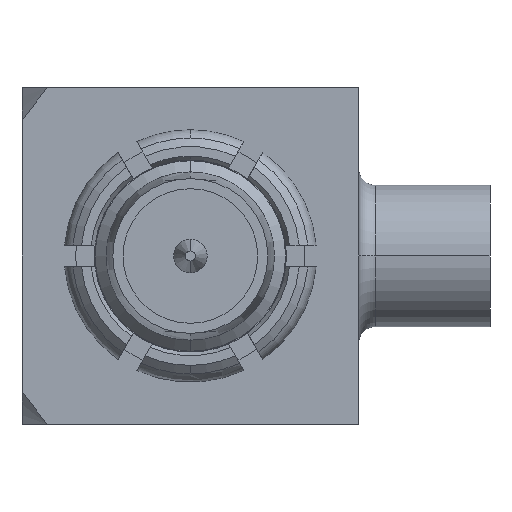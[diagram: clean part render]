
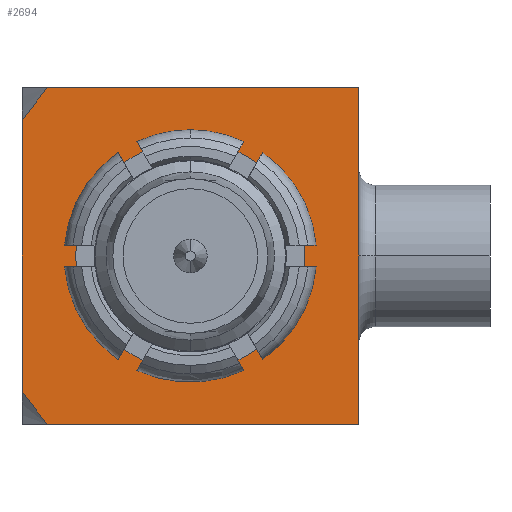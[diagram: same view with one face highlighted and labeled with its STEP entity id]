
A CAD part, left-side view. The second image highlights one B-rep face of the part: STEP entity #2694.
In plain terms, the highlighted planar face has unit normal (-1, 0, 0).
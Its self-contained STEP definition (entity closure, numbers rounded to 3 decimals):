
#106 = DIRECTION ( 'NONE',  ( 0., -1., 0. ) ) ;
#107 = DIRECTION ( 'NONE',  ( 1., 0., 0. ) ) ;
#108 = CARTESIAN_POINT ( 'NONE',  ( -1.875, 0., -2.5 ) ) ;
#962 = CARTESIAN_POINT ( 'NONE',  ( -1.875, 0., -4.2 ) ) ;
#968 = CARTESIAN_POINT ( 'NONE',  ( -1.875, -2.5, -5. ) ) ;
#1021 = CARTESIAN_POINT ( 'NONE',  ( -1.875, 2.125, 0. ) ) ;
#1065 = CARTESIAN_POINT ( 'NONE',  ( -1.875, 0., -0.8 ) ) ;
#1086 = DIRECTION ( 'NONE',  ( 0., 0., 1. ) ) ;
#1090 = CARTESIAN_POINT ( 'NONE',  ( -1.875, -2.5, -2.5 ) ) ;
#1117 = DIRECTION ( 'NONE',  ( 0., 1., 0. ) ) ;
#1124 = CARTESIAN_POINT ( 'NONE',  ( -1.875, -4.45, -5. ) ) ;
#1126 = CARTESIAN_POINT ( 'NONE',  ( -1.875, 2.125, -5. ) ) ;
#1131 = DIRECTION ( 'NONE',  ( 0., 1., 0. ) ) ;
#1133 = DIRECTION ( 'NONE',  ( 0., 0., 1. ) ) ;
#1135 = CARTESIAN_POINT ( 'NONE',  ( -1.875, 2.5, -5. ) ) ;
#1137 = CARTESIAN_POINT ( 'NONE',  ( -1.875, 2.5, -4.512 ) ) ;
#1140 = CARTESIAN_POINT ( 'NONE',  ( -1.875, 2.253, -4.84 ) ) ;
#1146 = CARTESIAN_POINT ( 'NONE',  ( -1.875, 2.379, -4.677 ) ) ;
#1153 = CARTESIAN_POINT ( 'NONE',  ( -1.875, -4.45, 0. ) ) ;
#1156 = CARTESIAN_POINT ( 'NONE',  ( -1.875, 2.125, 0. ) ) ;
#1158 = CARTESIAN_POINT ( 'NONE',  ( -1.875, 2.253, -0.16 ) ) ;
#1160 = CARTESIAN_POINT ( 'NONE',  ( -1.875, 2.379, -0.323 ) ) ;
#1165 = DIRECTION ( 'NONE',  ( 1., 0., 0. ) ) ;
#1167 = CARTESIAN_POINT ( 'NONE',  ( -1.875, 2.5, -0.488 ) ) ;
#1172 = CARTESIAN_POINT ( 'NONE',  ( -1.875, 0., -2.5 ) ) ;
#1175 = DIRECTION ( 'NONE',  ( 0., -1., 0. ) ) ;
#1196 = CARTESIAN_POINT ( 'NONE',  ( -1.875, -2.5, 0. ) ) ;
#1206 = CARTESIAN_POINT ( 'NONE',  ( -1.875, 2.125, -5. ) ) ;
#1216 = CARTESIAN_POINT ( 'NONE',  ( -1.875, 2.5, -4.512 ) ) ;
#1236 = CARTESIAN_POINT ( 'NONE',  ( -1.875, 2.5, -0.488 ) ) ;
#1975 = EDGE_LOOP ( 'NONE', ( #3967, #3970, #3969, #3971, #3972, #3973 ) ) ;
#1980 = DIRECTION ( 'NONE',  ( -1., 0., 0. ) ) ;
#1990 = PLANE ( 'NONE',  #2496 ) ;
#1997 = DIRECTION ( 'NONE',  ( 0., -1., 0. ) ) ;
#2008 = CARTESIAN_POINT ( 'NONE',  ( -1.875, -4.45, -5. ) ) ;
#2107 = CIRCLE ( 'NONE', #2108, 1.7 ) ;
#2108 = AXIS2_PLACEMENT_3D ( 'NONE', #1172, #1165, #1175 ) ;
#2109 = VECTOR ( 'NONE', #1131, 1000. ) ;
#2110 = VECTOR ( 'NONE', #1133, 1000. ) ;
#2152 = EDGE_CURVE ( 'NONE', #3174, #3071, #2107, .T. ) ;
#2153 = EDGE_CURVE ( 'NONE', #3130, #3281, #2862, .T. ) ;
#2154 = EDGE_CURVE ( 'NONE', #3257, #3130, #4089, .T. ) ;
#2155 = EDGE_CURVE ( 'NONE', #3269, #3281, #4090, .T. ) ;
#2156 = EDGE_CURVE ( 'NONE', #3269, #3263, #2860, .T. ) ;
#2157 = EDGE_CURVE ( 'NONE', #3077, #3263, #4091, .T. ) ;
#2158 = EDGE_CURVE ( 'NONE', #3077, #3257, #4092, .T. ) ;
#2347 = EDGE_CURVE ( 'NONE', #3071, #3174, #2678, .T. ) ;
#2496 = AXIS2_PLACEMENT_3D ( 'NONE', #2008, #1980, #1997 ) ;
#2525 = EDGE_LOOP ( 'NONE', ( #3961, #3968 ) ) ;
#2612 = VECTOR ( 'NONE', #1086, 1000. ) ;
#2678 = CIRCLE ( 'NONE', #2680, 1.7 ) ;
#2680 = AXIS2_PLACEMENT_3D ( 'NONE', #108, #107, #106 ) ;
#2694 = ADVANCED_FACE ( 'NONE', ( #4072, #4162 ), #1990, .T. ) ;
#2853 = VECTOR ( 'NONE', #1117, 1000. ) ;
#2860 = B_SPLINE_CURVE_WITH_KNOTS ( 'NONE', 3,
 ( #1137, #1146, #1140, #1126 ),
 .UNSPECIFIED., .F., .F.,
 ( 4, 4 ),
 ( 0.009, 0.01 ),
 .UNSPECIFIED. ) ;
#2862 = B_SPLINE_CURVE_WITH_KNOTS ( 'NONE', 3,
 ( #1156, #1158, #1160, #1167 ),
 .UNSPECIFIED., .F., .F.,
 ( 4, 4 ),
 ( 0.004, 0.005 ),
 .UNSPECIFIED. ) ;
#3071 = VERTEX_POINT ( 'NONE', #962 ) ;
#3077 = VERTEX_POINT ( 'NONE', #968 ) ;
#3130 = VERTEX_POINT ( 'NONE', #1021 ) ;
#3174 = VERTEX_POINT ( 'NONE', #1065 ) ;
#3257 = VERTEX_POINT ( 'NONE', #1196 ) ;
#3263 = VERTEX_POINT ( 'NONE', #1206 ) ;
#3269 = VERTEX_POINT ( 'NONE', #1216 ) ;
#3281 = VERTEX_POINT ( 'NONE', #1236 ) ;
#3961 = ORIENTED_EDGE ( 'NONE', *, *, #2152, .T. ) ;
#3967 = ORIENTED_EDGE ( 'NONE', *, *, #2154, .T. ) ;
#3968 = ORIENTED_EDGE ( 'NONE', *, *, #2347, .T. ) ;
#3969 = ORIENTED_EDGE ( 'NONE', *, *, #2155, .F. ) ;
#3970 = ORIENTED_EDGE ( 'NONE', *, *, #2153, .T. ) ;
#3971 = ORIENTED_EDGE ( 'NONE', *, *, #2156, .T. ) ;
#3972 = ORIENTED_EDGE ( 'NONE', *, *, #2157, .F. ) ;
#3973 = ORIENTED_EDGE ( 'NONE', *, *, #2158, .T. ) ;
#4072 = FACE_BOUND ( 'NONE', #2525, .T. ) ;
#4089 = LINE ( 'NONE', #1153, #2109 ) ;
#4090 = LINE ( 'NONE', #1135, #2110 ) ;
#4091 = LINE ( 'NONE', #1124, #2853 ) ;
#4092 = LINE ( 'NONE', #1090, #2612 ) ;
#4162 = FACE_OUTER_BOUND ( 'NONE', #1975, .T. ) ;
